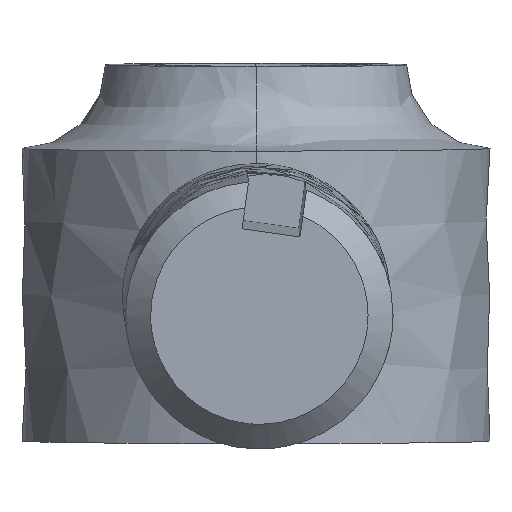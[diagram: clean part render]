
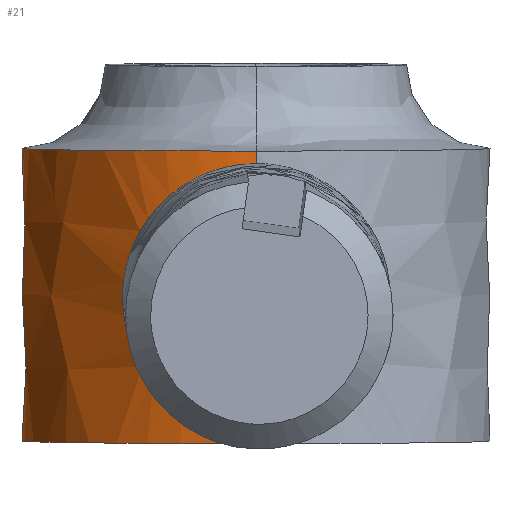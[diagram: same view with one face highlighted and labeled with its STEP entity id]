
A CAD part, top view. The second image highlights one B-rep face of the part: STEP entity #21.
In plain terms, the highlighted free-form (B-spline) face has degree [1, 2] with [2, 9] control points.
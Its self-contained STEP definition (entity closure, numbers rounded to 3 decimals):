
#21=ADVANCED_FACE('',(#37),#273,.T.);
#37=FACE_OUTER_BOUND('',#54,.T.);
#54=EDGE_LOOP('',(#86,#87,#88,#89,#90,#91,#92));
#86=ORIENTED_EDGE('',*,*,#162,.F.);
#87=ORIENTED_EDGE('',*,*,#163,.F.);
#88=ORIENTED_EDGE('',*,*,#164,.F.);
#89=ORIENTED_EDGE('',*,*,#165,.F.);
#90=ORIENTED_EDGE('',*,*,#166,.F.);
#91=ORIENTED_EDGE('',*,*,#167,.F.);
#92=ORIENTED_EDGE('',*,*,#160,.F.);
#160=EDGE_CURVE('',#241,#240,#200,.T.);
#162=EDGE_CURVE('',#242,#241,#213,.T.);
#163=EDGE_CURVE('',#243,#242,#202,.T.);
#164=EDGE_CURVE('',#244,#243,#214,.T.);
#165=EDGE_CURVE('',#245,#244,#215,.T.);
#166=EDGE_CURVE('',#246,#245,#216,.T.);
#167=EDGE_CURVE('',#240,#246,#217,.T.);
#200=(
BOUNDED_CURVE()
B_SPLINE_CURVE(2,(#749,#750,#751,#752,#753),.UNSPECIFIED.,.F.,.F.)
B_SPLINE_CURVE_WITH_KNOTS((3,2,3),(0.,21.991,43.982),
 .UNSPECIFIED.)
CURVE()
GEOMETRIC_REPRESENTATION_ITEM()
RATIONAL_B_SPLINE_CURVE((1.,0.707,1.,0.707,1.))
REPRESENTATION_ITEM('')
);
#202=(
BOUNDED_CURVE()
B_SPLINE_CURVE(2,(#761,#762,#763,#764,#765),.UNSPECIFIED.,.F.,.F.)
B_SPLINE_CURVE_WITH_KNOTS((3,2,3),(0.,21.991,43.982),
 .UNSPECIFIED.)
CURVE()
GEOMETRIC_REPRESENTATION_ITEM()
RATIONAL_B_SPLINE_CURVE((1.,0.707,1.,0.707,1.))
REPRESENTATION_ITEM('')
);
#213=B_SPLINE_CURVE_WITH_KNOTS('',1,(#759,#760),.UNSPECIFIED.,.F.,.F.,(2,
2),(-17.5,0.),.UNSPECIFIED.);
#214=B_SPLINE_CURVE_WITH_KNOTS('',1,(#766,#767),.UNSPECIFIED.,.F.,.F.,(2,
2),(0.,0.75),.UNSPECIFIED.);
#215=B_SPLINE_CURVE_WITH_KNOTS('',3,(#768,#769,#770,#771,#772,#773,#774,
#775,#776,#777,#778,#779,#780,#781,#782,#783,#784,#785),.UNSPECIFIED.,.F.,
 .F.,(4,2,2,2,2,2,2,2,4),(-1.,-0.75,-0.5,-0.25,
-0.125,-0.063,-0.031,-0.016,
0.),.UNSPECIFIED.);
#216=B_SPLINE_CURVE_WITH_KNOTS('',3,(#786,#787,#788,#789,#790,#791,#792,
#793,#794,#795,#796,#797,#798,#799,#800,#801,#802,#803),.UNSPECIFIED.,.F.,
 .F.,(4,2,2,2,2,2,2,2,4),(0.,0.016,0.031,0.062,
0.125,0.25,0.5,0.75,1.),
 .UNSPECIFIED.);
#217=B_SPLINE_CURVE_WITH_KNOTS('',1,(#804,#805),.UNSPECIFIED.,.F.,.F.,(2,
2),(0.,0.75),.UNSPECIFIED.);
#240=VERTEX_POINT('',#687);
#241=VERTEX_POINT('',#688);
#242=VERTEX_POINT('',#689);
#243=VERTEX_POINT('',#690);
#244=VERTEX_POINT('',#691);
#245=VERTEX_POINT('',#692);
#246=VERTEX_POINT('',#693);
#273=(
BOUNDED_SURFACE()
B_SPLINE_SURFACE(1,2,((#585,#586,#587,#588,#589,#590,#591,#592,#593),(#594,
#595,#596,#597,#598,#599,#600,#601,#602)),.UNSPECIFIED.,.F.,.F.,.F.)
B_SPLINE_SURFACE_WITH_KNOTS((2,2),(3,2,2,2,3),(0.,21.31),(0.,
1.571,3.142,4.712,6.283),
 .UNSPECIFIED.)
GEOMETRIC_REPRESENTATION_ITEM()
RATIONAL_B_SPLINE_SURFACE(((1.,0.707,1.,0.707,1.,
0.707,1.,0.707,1.),(1.,0.707,1.,0.707,
1.,0.707,1.,0.707,1.)))
REPRESENTATION_ITEM('')
SURFACE()
);
#585=CARTESIAN_POINT('',(13.798,-9.212,-110.156));
#586=CARTESIAN_POINT('',(13.824,-9.396,-96.157));
#587=CARTESIAN_POINT('',(-0.176,-9.396,-96.131));
#588=CARTESIAN_POINT('',(-14.176,-9.397,-96.105));
#589=CARTESIAN_POINT('',(-14.202,-9.213,-110.104));
#590=CARTESIAN_POINT('',(-14.228,-9.03,-124.103));
#591=CARTESIAN_POINT('',(-0.228,-9.029,-124.129));
#592=CARTESIAN_POINT('',(13.772,-9.029,-124.154));
#593=CARTESIAN_POINT('',(13.798,-9.212,-110.156));
#594=CARTESIAN_POINT('',(13.798,12.096,-109.876));
#595=CARTESIAN_POINT('',(13.824,11.912,-95.878));
#596=CARTESIAN_POINT('',(-0.176,11.912,-95.852));
#597=CARTESIAN_POINT('',(-14.176,11.912,-95.826));
#598=CARTESIAN_POINT('',(-14.202,12.095,-109.825));
#599=CARTESIAN_POINT('',(-14.228,12.278,-123.824));
#600=CARTESIAN_POINT('',(-0.228,12.279,-123.85));
#601=CARTESIAN_POINT('',(13.772,12.279,-123.875));
#602=CARTESIAN_POINT('',(13.798,12.096,-109.876));
#687=CARTESIAN_POINT('',(-0.176,10.007,-95.877));
#688=CARTESIAN_POINT('',(-0.228,10.374,-123.874));
#689=CARTESIAN_POINT('',(-0.228,-7.125,-124.104));
#690=CARTESIAN_POINT('',(-0.176,-7.491,-96.106));
#691=CARTESIAN_POINT('',(-0.176,-6.741,-96.096));
#692=CARTESIAN_POINT('',(-8.181,1.291,-98.488));
#693=CARTESIAN_POINT('',(-0.176,9.257,-95.887));
#749=CARTESIAN_POINT('',(-0.228,10.374,-123.874));
#750=CARTESIAN_POINT('',(-14.228,10.374,-123.849));
#751=CARTESIAN_POINT('',(-14.202,10.19,-109.85));
#752=CARTESIAN_POINT('',(-14.176,10.007,-95.851));
#753=CARTESIAN_POINT('',(-0.176,10.007,-95.877));
#759=CARTESIAN_POINT('',(-0.228,-7.125,-124.104));
#760=CARTESIAN_POINT('',(-0.228,10.374,-123.874));
#761=CARTESIAN_POINT('',(-0.176,-7.491,-96.106));
#762=CARTESIAN_POINT('',(-14.176,-7.492,-96.081));
#763=CARTESIAN_POINT('',(-14.202,-7.308,-110.079));
#764=CARTESIAN_POINT('',(-14.228,-7.125,-124.078));
#765=CARTESIAN_POINT('',(-0.228,-7.125,-124.104));
#766=CARTESIAN_POINT('',(-0.176,-6.741,-96.096));
#767=CARTESIAN_POINT('',(-0.176,-7.491,-96.106));
#768=CARTESIAN_POINT('',(-8.181,1.291,-98.488));
#769=CARTESIAN_POINT('',(-8.181,0.618,-98.496));
#770=CARTESIAN_POINT('',(-8.099,-0.056,-98.447));
#771=CARTESIAN_POINT('',(-7.746,-1.404,-98.231));
#772=CARTESIAN_POINT('',(-7.481,-2.079,-98.068));
#773=CARTESIAN_POINT('',(-6.694,-3.429,-97.641));
#774=CARTESIAN_POINT('',(-6.187,-4.104,-97.378));
#775=CARTESIAN_POINT('',(-5.027,-5.116,-96.926));
#776=CARTESIAN_POINT('',(-4.578,-5.453,-96.765));
#777=CARTESIAN_POINT('',(-3.646,-5.956,-96.512));
#778=CARTESIAN_POINT('',(-3.291,-6.123,-96.425));
#779=CARTESIAN_POINT('',(-2.584,-6.372,-96.294));
#780=CARTESIAN_POINT('',(-2.324,-6.455,-96.25));
#781=CARTESIAN_POINT('',(-1.799,-6.576,-96.185));
#782=CARTESIAN_POINT('',(-1.607,-6.617,-96.163));
#783=CARTESIAN_POINT('',(-1.106,-6.692,-96.123));
#784=CARTESIAN_POINT('',(-0.808,-6.741,-96.095));
#785=CARTESIAN_POINT('',(-0.176,-6.741,-96.096));
#786=CARTESIAN_POINT('',(-0.176,9.257,-95.887));
#787=CARTESIAN_POINT('',(-0.808,9.257,-95.886));
#788=CARTESIAN_POINT('',(-1.106,9.208,-95.914));
#789=CARTESIAN_POINT('',(-1.607,9.134,-95.957));
#790=CARTESIAN_POINT('',(-1.799,9.094,-95.979));
#791=CARTESIAN_POINT('',(-2.323,8.975,-96.048));
#792=CARTESIAN_POINT('',(-2.584,8.893,-96.094));
#793=CARTESIAN_POINT('',(-3.29,8.648,-96.231));
#794=CARTESIAN_POINT('',(-3.646,8.483,-96.323));
#795=CARTESIAN_POINT('',(-4.578,7.987,-96.589));
#796=CARTESIAN_POINT('',(-5.027,7.654,-96.759));
#797=CARTESIAN_POINT('',(-6.187,6.655,-97.237));
#798=CARTESIAN_POINT('',(-6.694,5.986,-97.518));
#799=CARTESIAN_POINT('',(-7.481,4.648,-97.98));
#800=CARTESIAN_POINT('',(-7.746,3.978,-98.161));
#801=CARTESIAN_POINT('',(-8.099,2.635,-98.411));
#802=CARTESIAN_POINT('',(-8.181,1.964,-98.479));
#803=CARTESIAN_POINT('',(-8.181,1.291,-98.488));
#804=CARTESIAN_POINT('',(-0.176,10.007,-95.877));
#805=CARTESIAN_POINT('',(-0.176,9.257,-95.887));
